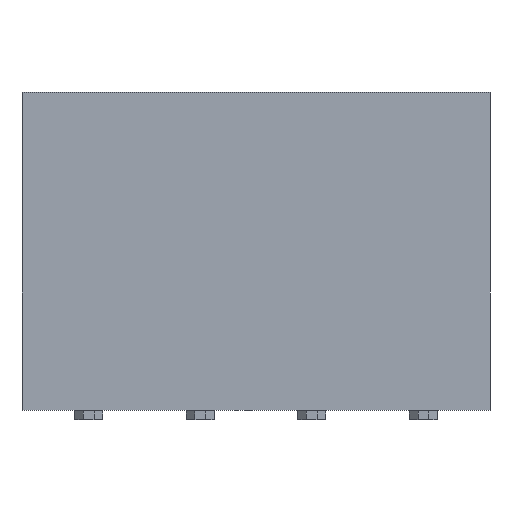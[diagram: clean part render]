
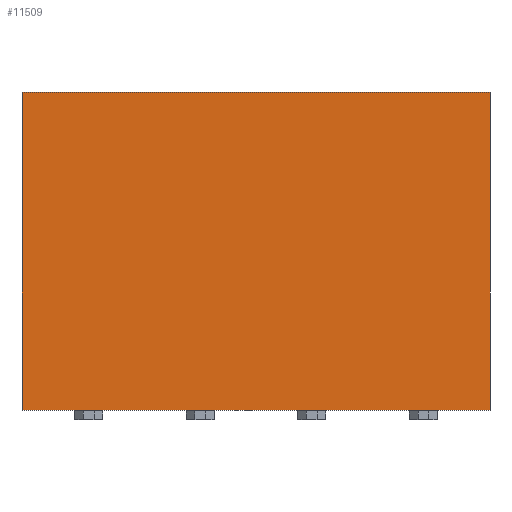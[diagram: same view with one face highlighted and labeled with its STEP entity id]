
A CAD part, front view. The second image highlights one B-rep face of the part: STEP entity #11509.
In plain terms, the highlighted planar face has unit normal (0, -1, 0).
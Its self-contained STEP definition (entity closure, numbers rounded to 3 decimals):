
#778=ORIENTED_EDGE('',*,*,#4325,.F.);
#779=ORIENTED_EDGE('',*,*,#4317,.F.);
#780=ORIENTED_EDGE('',*,*,#4326,.F.);
#781=ORIENTED_EDGE('',*,*,#4327,.F.);
#4317=EDGE_CURVE('',#6091,#6088,#7231,.T.);
#4325=EDGE_CURVE('',#6088,#6098,#7239,.T.);
#4326=EDGE_CURVE('',#6099,#6091,#7240,.T.);
#4327=EDGE_CURVE('',#6098,#6099,#7241,.T.);
#6088=VERTEX_POINT('',#16632);
#6091=VERTEX_POINT('',#16637);
#6098=VERTEX_POINT('',#16656);
#6099=VERTEX_POINT('',#16658);
#7231=LINE('',#16638,#8489);
#7239=LINE('',#16655,#8497);
#7240=LINE('',#16657,#8498);
#7241=LINE('',#16659,#8499);
#8489=VECTOR('',#13294,1000.);
#8497=VECTOR('',#13308,1000.);
#8498=VECTOR('',#13309,1000.);
#8499=VECTOR('',#13310,1000.);
#9747=EDGE_LOOP('',(#778,#779,#780,#781));
#10415=FACE_BOUND('',#9747,.T.);
#11083=PLANE('',#12249);
#11509=ADVANCED_FACE('',(#10415),#11083,.F.);
#12249=AXIS2_PLACEMENT_3D('',#16654,#13306,#13307);
#13294=DIRECTION('',(-1.,0.,0.));
#13306=DIRECTION('',(0.,1.,0.));
#13307=DIRECTION('',(0.,0.,1.));
#13308=DIRECTION('',(0.,0.,1.));
#13309=DIRECTION('',(0.,0.,-1.));
#13310=DIRECTION('',(1.,0.,0.));
#16632=CARTESIAN_POINT('',(-5.33,-2.54,-3.62));
#16637=CARTESIAN_POINT('',(5.33,-2.54,-3.62));
#16638=CARTESIAN_POINT('',(5.33,-2.54,-3.62));
#16654=CARTESIAN_POINT('',(0.,-2.54,0.));
#16655=CARTESIAN_POINT('',(-5.33,-2.54,-3.62));
#16656=CARTESIAN_POINT('',(-5.33,-2.54,3.62));
#16657=CARTESIAN_POINT('',(5.33,-2.54,3.62));
#16658=CARTESIAN_POINT('',(5.33,-2.54,3.62));
#16659=CARTESIAN_POINT('',(-5.33,-2.54,3.62));
